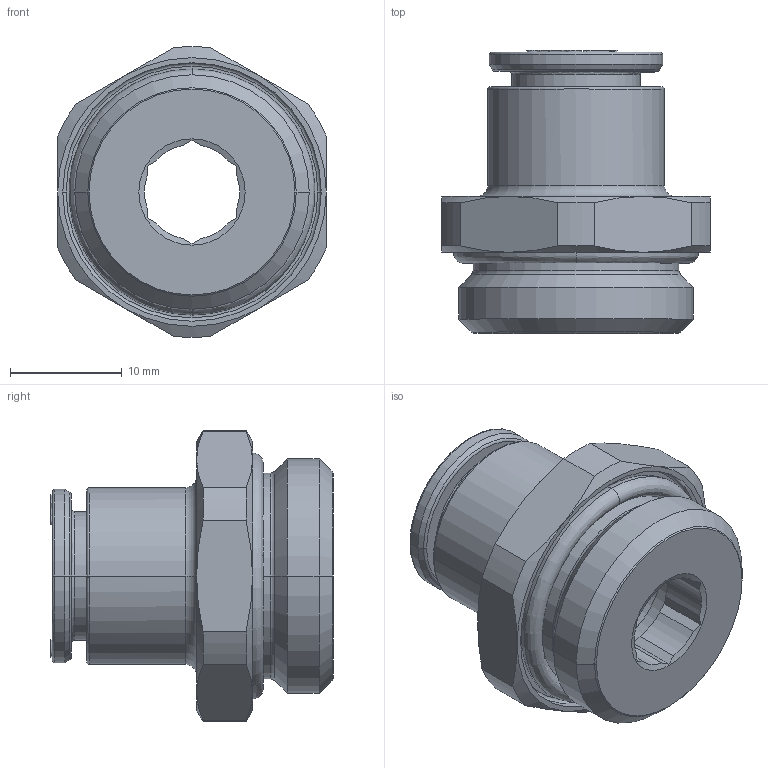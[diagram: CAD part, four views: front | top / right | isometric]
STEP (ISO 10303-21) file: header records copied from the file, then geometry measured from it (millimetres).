
FILE_DESCRIPTION(('STEP AP214'),'1');
FILE_NAME('6801_10_21.stp','2016-07-07T14:38:52',('TraceParts'),('TraceParts S.A.'),'Spatial InterOp 3D',' ',' ');
FILE_SCHEMA(('automotive_design'));
Length unit declared in the file: millimetre
Products named in the file (9): V801-10-21_ASM|Next assembly relationship#44110-18_ASM|Next assembly relationship#44110-31;44110-31; V801-10-21_ASM|Next assembly relationship#44110-18_ASM|Next assembly relationship#44110;44110; V801-10-21_ASM|Next assembly relationship#44110-18_ASM|Next assembly relationship#44110-30;44110-30; V801-10-21_ASM|Next assembly relationship#44110-18_ASM|Next assembly relationship#44110-40;44110-40; V801-10-21_ASM|Next assembly relationship#44610-12-69;44610-12-69; V801-10-21_ASM|Next assembly relationship#23339-24_ASM_D18-4_D22_LG2;23339-24_ASM_D18-4_D22_LG2; V801-10-21_ASM|Next assembly relationship#44110-11-10-ASM;44110-11-10-ASM
Bounding box: 24 x 25.28 x 25.98 mm (x, y, z)
Volume: 5007.9 mm3; surface area: 6190.4 mm2
Topology: 7 solids, 9 shells, 744 faces, 1877 edges, 1171 vertices
Faces by surface type: plane 316, cylinder 123, torus 105, cone 104, bspline 92, revolution 4
Entity records: 25566 total; most frequent: CARTESIAN_POINT 7979, ORIENTED_EDGE 3746, DIRECTION 3461, EDGE_CURVE 1877, AXIS2_PLACEMENT_3D 1195, VERTEX_POINT 1171, LINE 1067, VECTOR 1067
